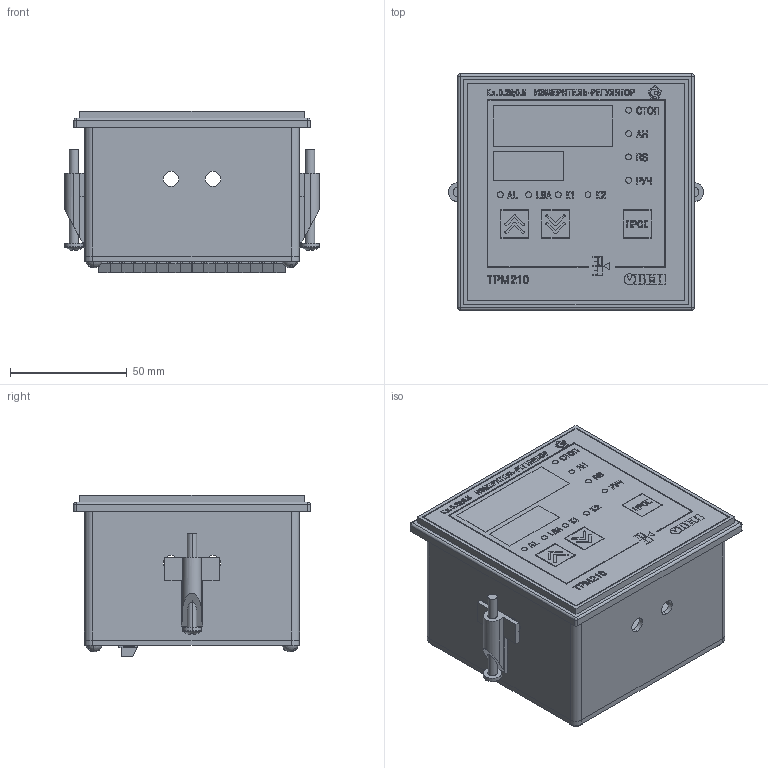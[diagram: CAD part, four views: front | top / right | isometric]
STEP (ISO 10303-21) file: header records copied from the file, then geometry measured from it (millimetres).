
FILE_DESCRIPTION (( 'STEP AP214' ), '1' );
FILE_NAME ('3D Ìîäåëü ÒÐÌ210-Ù1.Õ.STEP', '2015-12-30T12:49:07', ( '' ), ( '' ), 'SwSTEP 2.0', 'SolidWorks 2014', '' );
FILE_SCHEMA (( 'AUTOMOTIVE_DESIGN' ));
Length unit declared in the file: millimetre
Products named in the file (10): 3D Ìîäåëü ÒÐÌ210-Ù1.Õ; 鎔艜 襞旂 17473_M4x10; 抔樦憵 DG126; ïëàòà ÈÌÑ; Êîðïóñ Ù1_êðûøêà1; Ïàíåëü ëèöåâàÿ ÒÐÌ210-Ù1; pan cross head_am_B18.6.7M - M4 x 0.7 x 40 Type I Cross Recessed PHMS --40N; 栺闀闉 睯艜鍒鍣; Óïëîòíèòåëü Ù1; Êîðïóñ Ù1_âåðõ
Assembly tree (29 placements, depth 2):
  3D Ìîäåëü ÒÐÌ210-Ù1.Õ
    Êîðïóñ Ù1_âåðõ
    Óïëîòíèòåëü Ù1
    栺闀闉 睯艜鍒鍣  x2
    pan cross head_am_B18.6.7M - M4 x 0.7 x 40 Type I Cross Recessed PHMS --40N  x2
    Ïàíåëü ëèöåâàÿ ÒÐÌ210-Ù1
    Êîðïóñ Ù1_êðûøêà1
    ïëàòà ÈÌÑ
    抔樦憵 DG126  x16
    鎔艜 襞旂 17473_M4x10  x4
Bounding box: 109 x 101 x 69.2 mm (x, y, z)
Volume: 98291.2 mm3; surface area: 127478 mm2
Topology: 29 solids, 29 shells, 2573 faces, 6863 edges, 4534 vertices
Faces by surface type: plane 1773, bspline 384, cylinder 220, cone 120, torus 60, sphere 16
Entity records: 58287 total; most frequent: CARTESIAN_POINT 12675, ORIENTED_EDGE 7280, DIRECTION 5100, EDGE_CURVE 3640, LINE 2618, VECTOR 2618, VERTEX_POINT 2418, EDGE_LOOP 1556
